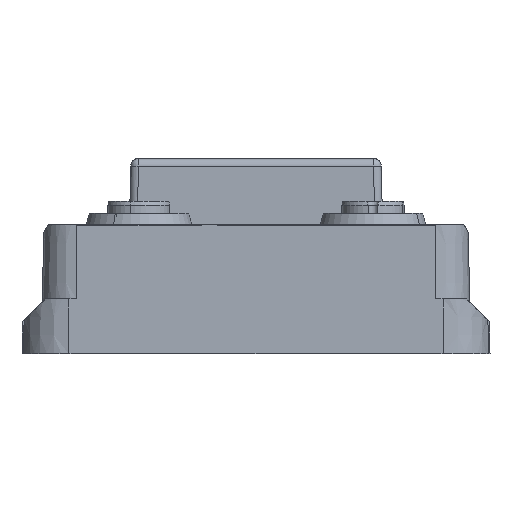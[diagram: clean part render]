
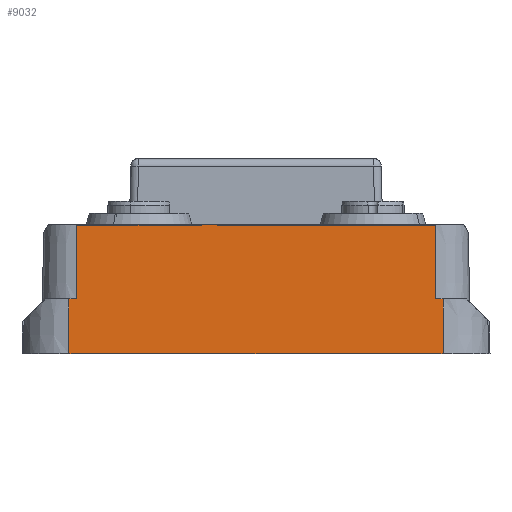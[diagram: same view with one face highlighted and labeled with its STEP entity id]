
A CAD part, front view. The second image highlights one B-rep face of the part: STEP entity #9032.
In plain terms, the highlighted planar face has unit normal (0, -1, 0.018).
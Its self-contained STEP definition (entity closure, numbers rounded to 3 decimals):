
#8971=AXIS2_PLACEMENT_3D('Plane Axis2P3D',#8968,#8969,#8970) ;
#8783=CARTESIAN_POINT('Vertex',(53.,0.288,16.5)) ;
#8786=CARTESIAN_POINT('Line Origine',(53.,0.144,8.25)) ;
#8790=CARTESIAN_POINT('Vertex',(53.,0.122,7.)) ;
#8832=CARTESIAN_POINT('Vertex',(7.,0.288,16.5)) ;
#8835=CARTESIAN_POINT('Line Origine',(30.,0.288,16.5)) ;
#8949=CARTESIAN_POINT('Line Origine',(53.5,0.122,7.)) ;
#8953=CARTESIAN_POINT('Vertex',(54.,0.122,7.)) ;
#8968=CARTESIAN_POINT('Axis2P3D Location',(60.,0.,0.)) ;
#8973=CARTESIAN_POINT('Line Origine',(30.,0.,0.)) ;
#8977=CARTESIAN_POINT('Vertex',(54.,0.,0.)) ;
#8979=CARTESIAN_POINT('Vertex',(53.,0.,0.)) ;
#8982=CARTESIAN_POINT('Line Origine',(54.,0.061,3.5)) ;
#8987=CARTESIAN_POINT('Line Origine',(7.,0.061,3.5)) ;
#8991=CARTESIAN_POINT('Vertex',(7.,0.122,7.)) ;
#8994=CARTESIAN_POINT('Line Origine',(30.,0.122,7.)) ;
#8998=CARTESIAN_POINT('Vertex',(6.,0.122,7.)) ;
#9001=CARTESIAN_POINT('Line Origine',(6.,0.061,3.5)) ;
#9005=CARTESIAN_POINT('Vertex',(6.,0.,0.)) ;
#9008=CARTESIAN_POINT('Line Origine',(30.,0.,0.)) ;
#9012=CARTESIAN_POINT('Vertex',(7.,0.,0.)) ;
#9015=CARTESIAN_POINT('Line Origine',(30.,0.,0.)) ;
#8787=DIRECTION('Vector Direction',(0.,-0.017,-1.)) ;
#8836=DIRECTION('Vector Direction',(1.,0.,0.)) ;
#8950=DIRECTION('Vector Direction',(1.,0.,0.)) ;
#8969=DIRECTION('Axis2P3D Direction',(0.,-1.,0.017)) ;
#8970=DIRECTION('Axis2P3D XDirection',(-1.,0.,0.)) ;
#8974=DIRECTION('Vector Direction',(-1.,0.,0.)) ;
#8983=DIRECTION('Vector Direction',(0.,-0.017,-1.)) ;
#8988=DIRECTION('Vector Direction',(0.,-0.017,-1.)) ;
#8995=DIRECTION('Vector Direction',(-1.,0.,0.)) ;
#9002=DIRECTION('Vector Direction',(0.,-0.017,-1.)) ;
#9009=DIRECTION('Vector Direction',(-1.,0.,0.)) ;
#9016=DIRECTION('Vector Direction',(-1.,0.,0.)) ;
#8788=VECTOR('Line Direction',#8787,1.) ;
#8837=VECTOR('Line Direction',#8836,1.) ;
#8951=VECTOR('Line Direction',#8950,1.) ;
#8975=VECTOR('Line Direction',#8974,1.) ;
#8984=VECTOR('Line Direction',#8983,1.) ;
#8989=VECTOR('Line Direction',#8988,1.) ;
#8996=VECTOR('Line Direction',#8995,1.) ;
#9003=VECTOR('Line Direction',#9002,1.) ;
#9010=VECTOR('Line Direction',#9009,1.) ;
#9017=VECTOR('Line Direction',#9016,1.) ;
#9021=ORIENTED_EDGE('',*,*,#8981,.F.) ;
#9022=ORIENTED_EDGE('',*,*,#8986,.T.) ;
#9023=ORIENTED_EDGE('',*,*,#8955,.F.) ;
#9024=ORIENTED_EDGE('',*,*,#8792,.T.) ;
#9025=ORIENTED_EDGE('',*,*,#8839,.F.) ;
#9026=ORIENTED_EDGE('',*,*,#8993,.F.) ;
#9027=ORIENTED_EDGE('',*,*,#9000,.F.) ;
#9028=ORIENTED_EDGE('',*,*,#9007,.F.) ;
#9029=ORIENTED_EDGE('',*,*,#9014,.F.) ;
#9030=ORIENTED_EDGE('',*,*,#9019,.F.) ;
#9032=ADVANCED_FACE('327588.1\\427559.1\\Gehaeuse',(#9031),#8972,.T.) ;
#8792=EDGE_CURVE('',#8791,#8784,#8789,.F.) ;
#8839=EDGE_CURVE('',#8833,#8784,#8838,.T.) ;
#8955=EDGE_CURVE('',#8791,#8954,#8952,.T.) ;
#8981=EDGE_CURVE('',#8978,#8980,#8976,.T.) ;
#8986=EDGE_CURVE('',#8978,#8954,#8985,.F.) ;
#8993=EDGE_CURVE('',#8992,#8833,#8990,.F.) ;
#9000=EDGE_CURVE('',#8999,#8992,#8997,.F.) ;
#9007=EDGE_CURVE('',#9006,#8999,#9004,.F.) ;
#9014=EDGE_CURVE('',#9013,#9006,#9011,.T.) ;
#9019=EDGE_CURVE('',#8980,#9013,#9018,.T.) ;
#9020=EDGE_LOOP('',(#9021,#9022,#9023,#9024,#9025,#9026,#9027,#9028,#9029,#9030)) ;
#9031=FACE_OUTER_BOUND('',#9020,.T.) ;
#8789=LINE('Line',#8786,#8788) ;
#8838=LINE('Line',#8835,#8837) ;
#8952=LINE('Line',#8949,#8951) ;
#8976=LINE('Line',#8973,#8975) ;
#8985=LINE('Line',#8982,#8984) ;
#8990=LINE('Line',#8987,#8989) ;
#8997=LINE('Line',#8994,#8996) ;
#9004=LINE('Line',#9001,#9003) ;
#9011=LINE('Line',#9008,#9010) ;
#9018=LINE('Line',#9015,#9017) ;
#8972=PLANE('',#8971) ;
#8784=VERTEX_POINT('',#8783) ;
#8791=VERTEX_POINT('',#8790) ;
#8833=VERTEX_POINT('',#8832) ;
#8954=VERTEX_POINT('',#8953) ;
#8978=VERTEX_POINT('',#8977) ;
#8980=VERTEX_POINT('',#8979) ;
#8992=VERTEX_POINT('',#8991) ;
#8999=VERTEX_POINT('',#8998) ;
#9006=VERTEX_POINT('',#9005) ;
#9013=VERTEX_POINT('',#9012) ;
